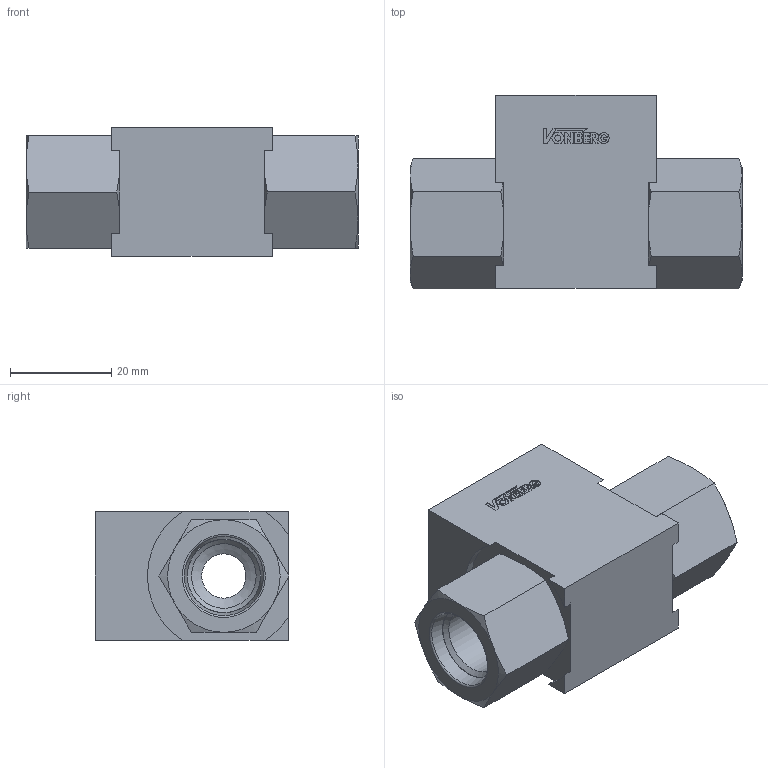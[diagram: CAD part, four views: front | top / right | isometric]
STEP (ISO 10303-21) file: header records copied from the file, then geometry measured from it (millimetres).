
FILE_DESCRIPTION((''),'2;1');
FILE_NAME('65125-6T.stp','2015-01-07T14:52:38',('jml'),(''),'Autodesk Inventor 2010','Autodesk Inventor 2010','');
FILE_SCHEMA(('AUTOMOTIVE_DESIGN { 1 0 10303 214 1 1 1 1 }'));
Length unit declared in the file: inch
Products named in the file (4): 65125-6T; 200003; 220966; 908 O-RING
Assembly tree (5 placements, depth 2):
  65125-6T
    200003
    220966  x2
    908 O-RING  x2
Bounding box: 65.53 x 38.23 x 25.4 mm (x, y, z)
Volume: 35563.9 mm3; surface area: 16140 mm2
Topology: 5 solids, 5 shells, 195 faces, 468 edges, 298 vertices
Faces by surface type: plane 111, cone 44, cylinder 33, torus 7
Full cylindrical faces by diameter (mm): 1.218 x1, 8.738 x2, 12.751 x3, 16.815 x2, 17.323 x2, 19.05 x2, 24.613 x1
Entity records: 4848 total; most frequent: CARTESIAN_POINT 888, DIRECTION 773, ORIENTED_EDGE 740, EDGE_CURVE 370, AXIS2_PLACEMENT_3D 262, VERTEX_POINT 253, VECTOR 249, LINE 249
